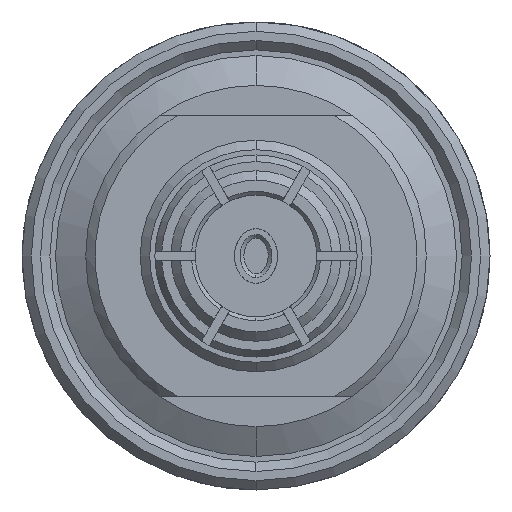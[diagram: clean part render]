
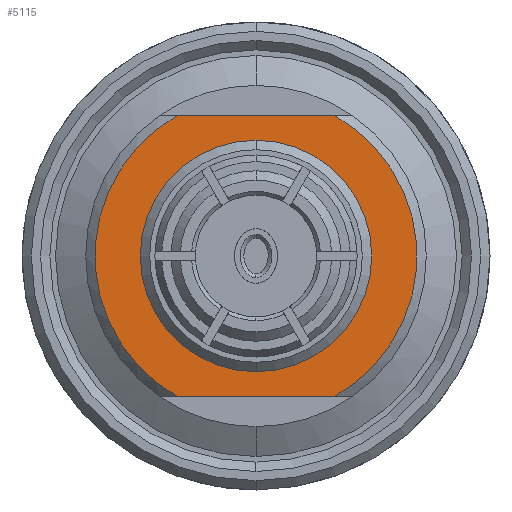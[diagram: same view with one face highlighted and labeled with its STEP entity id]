
A CAD part, left-side view. The second image highlights one B-rep face of the part: STEP entity #5115.
In plain terms, the highlighted planar face has unit normal (-1, 0, 0).
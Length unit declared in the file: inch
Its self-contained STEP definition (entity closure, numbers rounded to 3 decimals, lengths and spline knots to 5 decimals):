
#82 = DIRECTION ( 'NONE',  ( 0., 1., 0. ) ) ;
#303 = DIRECTION ( 'NONE',  ( 0., -1., 0. ) ) ;
#344 = CARTESIAN_POINT ( 'NONE',  ( 0.1439, 0., 0. ) ) ;
#500 = EDGE_LOOP ( 'NONE', ( #3575, #5528 ) ) ;
#528 = VERTEX_POINT ( 'NONE', #811 ) ;
#811 = CARTESIAN_POINT ( 'NONE',  ( 0.1439, 0.04205, -0.075 ) ) ;
#840 = LINE ( 'NONE', #3968, #1613 ) ;
#1237 = EDGE_CURVE ( 'NONE', #6903, #4824, #840, .T. ) ;
#1397 = PLANE ( 'NONE',  #5171 ) ;
#1481 = CARTESIAN_POINT ( 'NONE',  ( 0.1439, 0., 0.06181 ) ) ;
#1613 = VECTOR ( 'NONE', #303, 39.37008 ) ;
#1670 = AXIS2_PLACEMENT_3D ( 'NONE', #344, #2848, #5344 ) ;
#2021 = CARTESIAN_POINT ( 'NONE',  ( 0.1439, 0., 0. ) ) ;
#2034 = AXIS2_PLACEMENT_3D ( 'NONE', #6040, #7868, #4732 ) ;
#2848 = DIRECTION ( 'NONE',  ( -1., 0., 0. ) ) ;
#3066 = AXIS2_PLACEMENT_3D ( 'NONE', #2021, #7471, #5790 ) ;
#3088 = VERTEX_POINT ( 'NONE', #3151 ) ;
#3099 = AXIS2_PLACEMENT_3D ( 'NONE', #3971, #5804, #7605 ) ;
#3119 = EDGE_LOOP ( 'NONE', ( #3168, #3836, #4887, #7549 ) ) ;
#3126 = CARTESIAN_POINT ( 'NONE',  ( 0.1439, -0.09098, 0. ) ) ;
#3151 = CARTESIAN_POINT ( 'NONE',  ( 0.1439, 0., -0.06181 ) ) ;
#3168 = ORIENTED_EDGE ( 'NONE', *, *, #4412, .F. ) ;
#3335 = EDGE_CURVE ( 'NONE', #3088, #4853, #6636, .T. ) ;
#3575 = ORIENTED_EDGE ( 'NONE', *, *, #4596, .F. ) ;
#3749 = CIRCLE ( 'NONE', #3066, 0.06181 ) ;
#3836 = ORIENTED_EDGE ( 'NONE', *, *, #1237, .F. ) ;
#3873 = CARTESIAN_POINT ( 'NONE',  ( 0.1439, -0.09098, -0.075 ) ) ;
#3968 = CARTESIAN_POINT ( 'NONE',  ( 0.1439, -0.09098, 0.075 ) ) ;
#3971 = CARTESIAN_POINT ( 'NONE',  ( 0.1439, 0., 0. ) ) ;
#4125 = CIRCLE ( 'NONE', #2034, 0.08598 ) ;
#4218 = EDGE_CURVE ( 'NONE', #528, #6903, #6744, .T. ) ;
#4279 = VECTOR ( 'NONE', #4355, 39.37008 ) ;
#4355 = DIRECTION ( 'NONE',  ( 0., 1., 0. ) ) ;
#4412 = EDGE_CURVE ( 'NONE', #4824, #5006, #4125, .T. ) ;
#4596 = EDGE_CURVE ( 'NONE', #4853, #3088, #3749, .T. ) ;
#4732 = DIRECTION ( 'NONE',  ( 0., 0., 1. ) ) ;
#4824 = VERTEX_POINT ( 'NONE', #7813 ) ;
#4853 = VERTEX_POINT ( 'NONE', #1481 ) ;
#4887 = ORIENTED_EDGE ( 'NONE', *, *, #4218, .F. ) ;
#5006 = VERTEX_POINT ( 'NONE', #7333 ) ;
#5115 = ADVANCED_FACE ( 'NONE', ( #6969, #5664 ), #1397, .F. ) ;
#5131 = CARTESIAN_POINT ( 'NONE',  ( 0.1439, 0.04205, 0.075 ) ) ;
#5171 = AXIS2_PLACEMENT_3D ( 'NONE', #3126, #5627, #82 ) ;
#5344 = DIRECTION ( 'NONE',  ( 0., 0., 1. ) ) ;
#5528 = ORIENTED_EDGE ( 'NONE', *, *, #3335, .F. ) ;
#5627 = DIRECTION ( 'NONE',  ( 1., 0., 0. ) ) ;
#5664 = FACE_OUTER_BOUND ( 'NONE', #3119, .T. ) ;
#5707 = LINE ( 'NONE', #3873, #4279 ) ;
#5790 = DIRECTION ( 'NONE',  ( 0., 0., 1. ) ) ;
#5804 = DIRECTION ( 'NONE',  ( 1., 0., 0. ) ) ;
#6040 = CARTESIAN_POINT ( 'NONE',  ( 0.1439, 0., 0. ) ) ;
#6636 = CIRCLE ( 'NONE', #1670, 0.06181 ) ;
#6641 = EDGE_CURVE ( 'NONE', #5006, #528, #5707, .T. ) ;
#6744 = CIRCLE ( 'NONE', #3099, 0.08598 ) ;
#6903 = VERTEX_POINT ( 'NONE', #5131 ) ;
#6969 = FACE_BOUND ( 'NONE', #500, .T. ) ;
#7333 = CARTESIAN_POINT ( 'NONE',  ( 0.1439, -0.04205, -0.075 ) ) ;
#7471 = DIRECTION ( 'NONE',  ( -1., 0., 0. ) ) ;
#7549 = ORIENTED_EDGE ( 'NONE', *, *, #6641, .F. ) ;
#7605 = DIRECTION ( 'NONE',  ( 0., 0., 1. ) ) ;
#7813 = CARTESIAN_POINT ( 'NONE',  ( 0.1439, -0.04205, 0.075 ) ) ;
#7868 = DIRECTION ( 'NONE',  ( 1., 0., 0. ) ) ;
